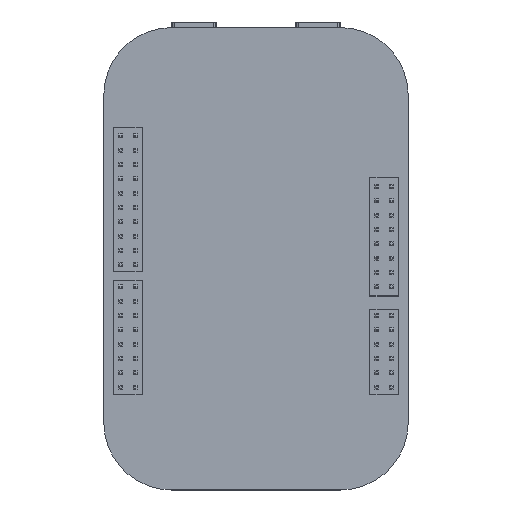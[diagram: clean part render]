
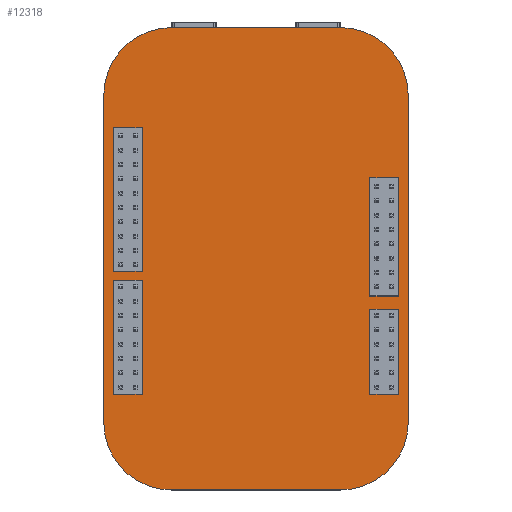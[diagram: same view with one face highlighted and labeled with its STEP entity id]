
A CAD part, top view. The second image highlights one B-rep face of the part: STEP entity #12318.
In plain terms, the highlighted planar face has unit normal (0, 0, 1).
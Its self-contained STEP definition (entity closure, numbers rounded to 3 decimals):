
#84=FACE_BOUND('',#1590,.T.);
#85=FACE_BOUND('',#1591,.T.);
#86=FACE_BOUND('',#1592,.T.);
#87=FACE_BOUND('',#1593,.T.);
#140=CIRCLE('',#13048,12.);
#145=CIRCLE('',#13056,12.);
#146=CIRCLE('',#13059,12.);
#147=CIRCLE('',#13062,12.);
#833=FACE_OUTER_BOUND('',#1589,.T.);
#1589=EDGE_LOOP('',(#10334,#10335,#10336,#10337,#10338,#10339,#10340,#10341));
#1590=EDGE_LOOP('',(#10342,#10343,#10344,#10345));
#1591=EDGE_LOOP('',(#10346,#10347,#10348,#10349));
#1592=EDGE_LOOP('',(#10350,#10351,#10352,#10353));
#1593=EDGE_LOOP('',(#10354,#10355,#10356,#10357));
#3064=LINE('',#19133,#4600);
#3068=LINE('',#19141,#4604);
#3071=LINE('',#19147,#4607);
#3074=LINE('',#19152,#4610);
#3076=LINE('',#19158,#4612);
#3080=LINE('',#19166,#4616);
#3083=LINE('',#19172,#4619);
#3086=LINE('',#19177,#4622);
#3088=LINE('',#19183,#4624);
#3092=LINE('',#19191,#4628);
#3095=LINE('',#19197,#4631);
#3098=LINE('',#19202,#4634);
#3100=LINE('',#19208,#4636);
#3104=LINE('',#19216,#4640);
#3107=LINE('',#19222,#4643);
#3110=LINE('',#19227,#4646);
#3116=LINE('',#19244,#4652);
#3124=LINE('',#19266,#4660);
#3127=LINE('',#19274,#4663);
#3129=LINE('',#19280,#4665);
#4600=VECTOR('',#15915,10.);
#4604=VECTOR('',#15921,10.);
#4607=VECTOR('',#15926,10.);
#4610=VECTOR('',#15931,10.);
#4612=VECTOR('',#15937,10.);
#4616=VECTOR('',#15943,10.);
#4619=VECTOR('',#15948,10.);
#4622=VECTOR('',#15953,10.);
#4624=VECTOR('',#15959,10.);
#4628=VECTOR('',#15965,10.);
#4631=VECTOR('',#15970,10.);
#4634=VECTOR('',#15975,10.);
#4636=VECTOR('',#15981,10.);
#4640=VECTOR('',#15987,10.);
#4643=VECTOR('',#15992,10.);
#4646=VECTOR('',#15997,10.);
#4652=VECTOR('',#16013,10.);
#4660=VECTOR('',#16035,10.);
#4663=VECTOR('',#16044,10.);
#4665=VECTOR('',#16052,10.);
#5582=VERTEX_POINT('',#19131);
#5583=VERTEX_POINT('',#19132);
#5586=VERTEX_POINT('',#19140);
#5588=VERTEX_POINT('',#19146);
#5590=VERTEX_POINT('',#19156);
#5591=VERTEX_POINT('',#19157);
#5594=VERTEX_POINT('',#19165);
#5596=VERTEX_POINT('',#19171);
#5598=VERTEX_POINT('',#19181);
#5599=VERTEX_POINT('',#19182);
#5602=VERTEX_POINT('',#19190);
#5604=VERTEX_POINT('',#19196);
#5606=VERTEX_POINT('',#19206);
#5607=VERTEX_POINT('',#19207);
#5610=VERTEX_POINT('',#19215);
#5612=VERTEX_POINT('',#19221);
#5614=VERTEX_POINT('',#19231);
#5615=VERTEX_POINT('',#19232);
#5619=VERTEX_POINT('',#19242);
#5625=VERTEX_POINT('',#19260);
#5626=VERTEX_POINT('',#19264);
#5627=VERTEX_POINT('',#19268);
#5628=VERTEX_POINT('',#19272);
#5629=VERTEX_POINT('',#19276);
#7132=EDGE_CURVE('',#5582,#5583,#3064,.T.);
#7136=EDGE_CURVE('',#5583,#5586,#3068,.T.);
#7139=EDGE_CURVE('',#5586,#5588,#3071,.T.);
#7142=EDGE_CURVE('',#5588,#5582,#3074,.T.);
#7144=EDGE_CURVE('',#5590,#5591,#3076,.T.);
#7148=EDGE_CURVE('',#5591,#5594,#3080,.T.);
#7151=EDGE_CURVE('',#5594,#5596,#3083,.T.);
#7154=EDGE_CURVE('',#5596,#5590,#3086,.T.);
#7156=EDGE_CURVE('',#5598,#5599,#3088,.T.);
#7160=EDGE_CURVE('',#5599,#5602,#3092,.T.);
#7163=EDGE_CURVE('',#5602,#5604,#3095,.T.);
#7166=EDGE_CURVE('',#5604,#5598,#3098,.T.);
#7168=EDGE_CURVE('',#5606,#5607,#3100,.T.);
#7172=EDGE_CURVE('',#5607,#5610,#3104,.T.);
#7175=EDGE_CURVE('',#5610,#5612,#3107,.T.);
#7178=EDGE_CURVE('',#5612,#5606,#3110,.T.);
#7180=EDGE_CURVE('',#5614,#5615,#140,.T.);
#7186=EDGE_CURVE('',#5614,#5619,#3116,.T.);
#7195=EDGE_CURVE('',#5625,#5619,#145,.T.);
#7198=EDGE_CURVE('',#5625,#5626,#3124,.T.);
#7199=EDGE_CURVE('',#5627,#5626,#146,.T.);
#7202=EDGE_CURVE('',#5627,#5628,#3127,.T.);
#7203=EDGE_CURVE('',#5629,#5628,#147,.T.);
#7205=EDGE_CURVE('',#5629,#5615,#3129,.T.);
#10334=ORIENTED_EDGE('',*,*,#7180,.F.);
#10335=ORIENTED_EDGE('',*,*,#7186,.T.);
#10336=ORIENTED_EDGE('',*,*,#7195,.F.);
#10337=ORIENTED_EDGE('',*,*,#7198,.T.);
#10338=ORIENTED_EDGE('',*,*,#7199,.F.);
#10339=ORIENTED_EDGE('',*,*,#7202,.T.);
#10340=ORIENTED_EDGE('',*,*,#7203,.F.);
#10341=ORIENTED_EDGE('',*,*,#7205,.T.);
#10342=ORIENTED_EDGE('',*,*,#7132,.T.);
#10343=ORIENTED_EDGE('',*,*,#7136,.T.);
#10344=ORIENTED_EDGE('',*,*,#7139,.T.);
#10345=ORIENTED_EDGE('',*,*,#7142,.T.);
#10346=ORIENTED_EDGE('',*,*,#7144,.T.);
#10347=ORIENTED_EDGE('',*,*,#7148,.T.);
#10348=ORIENTED_EDGE('',*,*,#7151,.T.);
#10349=ORIENTED_EDGE('',*,*,#7154,.T.);
#10350=ORIENTED_EDGE('',*,*,#7156,.T.);
#10351=ORIENTED_EDGE('',*,*,#7160,.T.);
#10352=ORIENTED_EDGE('',*,*,#7163,.T.);
#10353=ORIENTED_EDGE('',*,*,#7166,.T.);
#10354=ORIENTED_EDGE('',*,*,#7168,.T.);
#10355=ORIENTED_EDGE('',*,*,#7172,.T.);
#10356=ORIENTED_EDGE('',*,*,#7175,.T.);
#10357=ORIENTED_EDGE('',*,*,#7178,.T.);
#11023=PLANE('',#13064);
#12318=ADVANCED_FACE('',(#833,#84,#85,#86,#87),#11023,.T.);
#13048=AXIS2_PLACEMENT_3D('',#19233,#16003,#16004);
#13056=AXIS2_PLACEMENT_3D('',#19261,#16029,#16030);
#13059=AXIS2_PLACEMENT_3D('',#19269,#16038,#16039);
#13062=AXIS2_PLACEMENT_3D('',#19277,#16047,#16048);
#13064=AXIS2_PLACEMENT_3D('',#19281,#16053,#16054);
#15915=DIRECTION('',(0.,-1.,0.));
#15921=DIRECTION('',(-1.,0.,0.));
#15926=DIRECTION('',(0.,1.,0.));
#15931=DIRECTION('',(1.,0.,0.));
#15937=DIRECTION('',(0.,-1.,0.));
#15943=DIRECTION('',(-1.,0.,0.));
#15948=DIRECTION('',(0.,1.,0.));
#15953=DIRECTION('',(1.,0.,0.));
#15959=DIRECTION('',(0.,-1.,0.));
#15965=DIRECTION('',(-1.,0.,0.));
#15970=DIRECTION('',(0.,1.,0.));
#15975=DIRECTION('',(1.,0.,0.));
#15981=DIRECTION('',(0.,-1.,0.));
#15987=DIRECTION('',(-1.,0.,0.));
#15992=DIRECTION('',(0.,1.,0.));
#15997=DIRECTION('',(1.,0.,0.));
#16003=DIRECTION('center_axis',(0.,0.,-1.));
#16004=DIRECTION('ref_axis',(-0.707,-0.707,0.));
#16013=DIRECTION('',(1.,0.,0.));
#16029=DIRECTION('center_axis',(0.,0.,-1.));
#16030=DIRECTION('ref_axis',(0.707,-0.707,0.));
#16035=DIRECTION('',(0.,1.,0.));
#16038=DIRECTION('center_axis',(0.,0.,-1.));
#16039=DIRECTION('ref_axis',(0.707,0.707,0.));
#16044=DIRECTION('',(-1.,0.,0.));
#16047=DIRECTION('center_axis',(0.,0.,-1.));
#16048=DIRECTION('ref_axis',(-0.707,0.707,0.));
#16052=DIRECTION('',(0.,-1.,0.));
#16053=DIRECTION('center_axis',(0.,0.,1.));
#16054=DIRECTION('ref_axis',(1.,0.,0.));
#19131=CARTESIAN_POINT('',(52.21,55.4,1.6));
#19132=CARTESIAN_POINT('',(52.21,34.4,1.6));
#19133=CARTESIAN_POINT('',(52.21,37.7,1.6));
#19140=CARTESIAN_POINT('',(47.21,34.4,1.6));
#19141=CARTESIAN_POINT('',(37.105,34.4,1.6));
#19146=CARTESIAN_POINT('',(47.21,55.4,1.6));
#19147=CARTESIAN_POINT('',(47.21,48.2,1.6));
#19152=CARTESIAN_POINT('',(39.605,55.4,1.6));
#19156=CARTESIAN_POINT('',(52.21,32.,1.6));
#19157=CARTESIAN_POINT('',(52.21,17.,1.6));
#19158=CARTESIAN_POINT('',(52.21,29.,1.6));
#19165=CARTESIAN_POINT('',(47.21,17.,1.6));
#19166=CARTESIAN_POINT('',(37.105,17.,1.6));
#19171=CARTESIAN_POINT('',(47.21,32.,1.6));
#19172=CARTESIAN_POINT('',(47.21,36.5,1.6));
#19177=CARTESIAN_POINT('',(39.605,32.,1.6));
#19181=CARTESIAN_POINT('',(6.79,37.2,1.6));
#19182=CARTESIAN_POINT('',(6.79,17.,1.6));
#19183=CARTESIAN_POINT('',(6.79,29.,1.6));
#19190=CARTESIAN_POINT('',(1.79,17.,1.6));
#19191=CARTESIAN_POINT('',(14.395,17.,1.6));
#19196=CARTESIAN_POINT('',(1.79,37.2,1.6));
#19197=CARTESIAN_POINT('',(1.79,39.1,1.6));
#19202=CARTESIAN_POINT('',(16.895,37.2,1.6));
#19206=CARTESIAN_POINT('',(6.79,64.26,1.6));
#19207=CARTESIAN_POINT('',(6.79,38.76,1.6));
#19208=CARTESIAN_POINT('',(6.79,39.88,1.6));
#19215=CARTESIAN_POINT('',(1.79,38.76,1.6));
#19216=CARTESIAN_POINT('',(14.395,38.76,1.6));
#19221=CARTESIAN_POINT('',(1.79,64.26,1.6));
#19222=CARTESIAN_POINT('',(1.79,52.63,1.6));
#19227=CARTESIAN_POINT('',(16.895,64.26,1.6));
#19231=CARTESIAN_POINT('',(12.,0.,1.6));
#19232=CARTESIAN_POINT('',(0.,12.,1.6));
#19233=CARTESIAN_POINT('Origin',(12.,12.,1.6));
#19242=CARTESIAN_POINT('',(42.,0.,1.6));
#19244=CARTESIAN_POINT('',(0.,0.,1.6));
#19260=CARTESIAN_POINT('',(54.,12.,1.6));
#19261=CARTESIAN_POINT('Origin',(42.,12.,1.6));
#19264=CARTESIAN_POINT('',(54.,70.,1.6));
#19266=CARTESIAN_POINT('',(54.,0.,1.6));
#19268=CARTESIAN_POINT('',(42.,82.,1.6));
#19269=CARTESIAN_POINT('Origin',(42.,70.,1.6));
#19272=CARTESIAN_POINT('',(12.,82.,1.6));
#19274=CARTESIAN_POINT('',(54.,82.,1.6));
#19276=CARTESIAN_POINT('',(0.,70.,1.6));
#19277=CARTESIAN_POINT('Origin',(12.,70.,1.6));
#19280=CARTESIAN_POINT('',(0.,82.,1.6));
#19281=CARTESIAN_POINT('Origin',(27.,41.,1.6));
